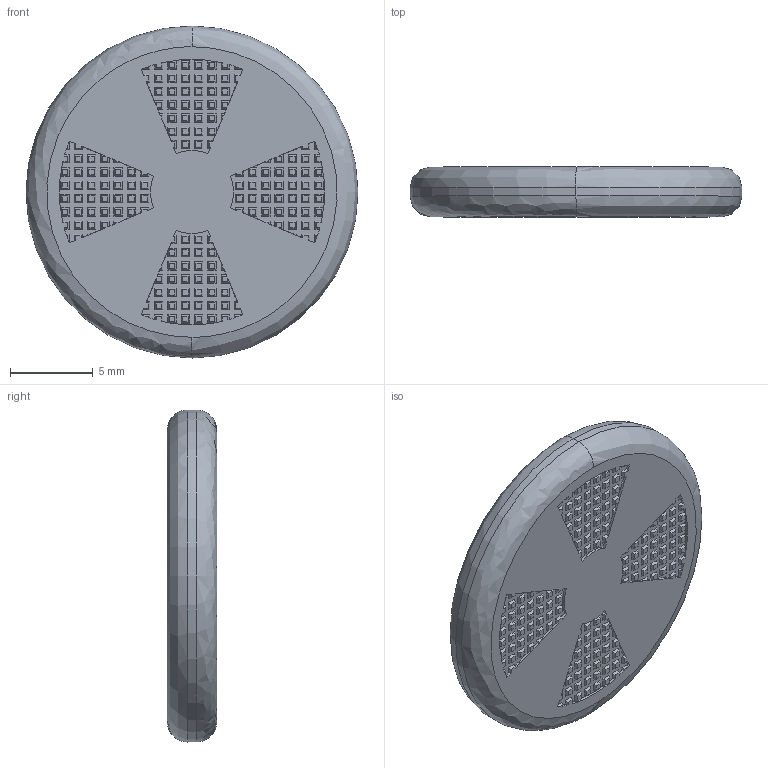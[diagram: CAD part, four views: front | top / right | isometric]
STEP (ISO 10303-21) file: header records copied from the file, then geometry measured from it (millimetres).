
FILE_DESCRIPTION (( 'STEP AP214' ), '1' );
FILE_NAME ('RTH-D20QA-NC0.STEP', '2022-01-19T19:15:10', ( '' ), ( '' ), 'SwSTEP 2.0', 'SolidWorks 2021', '' );
FILE_SCHEMA (( 'AUTOMOTIVE_DESIGN' ));
Length unit declared in the file: millimetre
Products named in the file (1): RTH-D20QA-NC0
Bounding box: 20 x 3 x 20 mm (x, y, z)
Volume: 891.6 mm3; surface area: 777.1 mm2
Topology: 1 solids, 1 shells, 830 faces, 2156 edges, 1436 vertices
Faces by surface type: plane 798, cylinder 28, bspline 4
Entity records: 25192 total; most frequent: CARTESIAN_POINT 4847, ORIENTED_EDGE 4312, DIRECTION 3826, EDGE_CURVE 2156, VECTOR 2036, LINE 2036, VERTEX_POINT 1436, EDGE_LOOP 938
